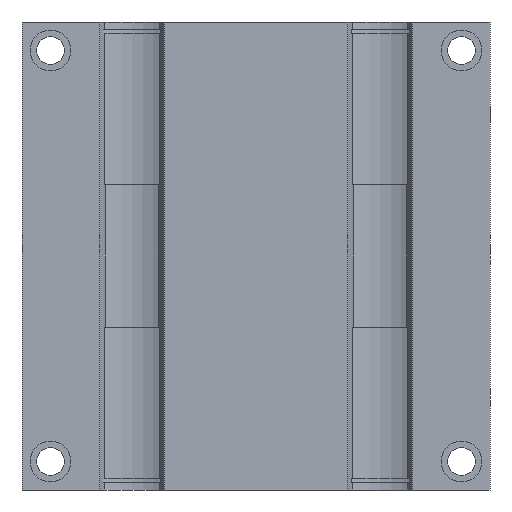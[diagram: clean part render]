
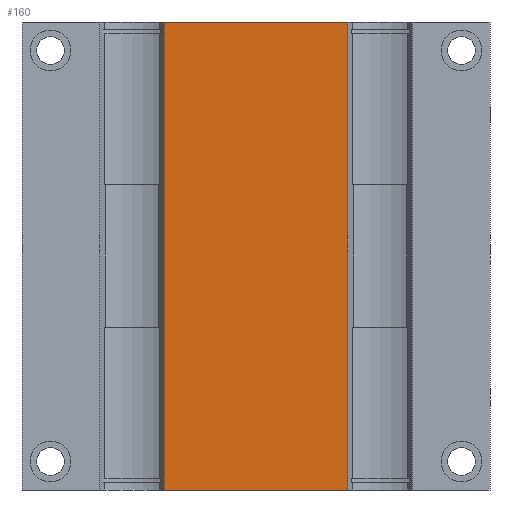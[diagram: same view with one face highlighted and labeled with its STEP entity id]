
A CAD part, front view. The second image highlights one B-rep face of the part: STEP entity #160.
In plain terms, the highlighted planar face has unit normal (0, -1, 0).
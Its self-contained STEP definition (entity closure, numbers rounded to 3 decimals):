
#160 = ADVANCED_FACE( '', ( #385 ), #386, .T. );
#385 = FACE_OUTER_BOUND( '', #676, .T. );
#386 = PLANE( '', #677 );
#676 = EDGE_LOOP( '', ( #1484, #1485, #1486, #1487 ) );
#677 = AXIS2_PLACEMENT_3D( '', #1488, #1489, #1490 );
#1484 = ORIENTED_EDGE( '', *, *, #2132, .T. );
#1485 = ORIENTED_EDGE( '', *, *, #2181, .T. );
#1486 = ORIENTED_EDGE( '', *, *, #2140, .T. );
#1487 = ORIENTED_EDGE( '', *, *, #2182, .T. );
#1488 = CARTESIAN_POINT( '', ( 115., 0., 0. ) );
#1489 = DIRECTION( '', ( 0., -1., 0. ) );
#1490 = DIRECTION( '', ( 1., 0., 0. ) );
#2132 = EDGE_CURVE( '', #2692, #2690, #2693, .T. );
#2140 = EDGE_CURVE( '', #2701, #2702, #2703, .T. );
#2181 = EDGE_CURVE( '', #2690, #2701, #2748, .T. );
#2182 = EDGE_CURVE( '', #2702, #2692, #2749, .T. );
#2690 = VERTEX_POINT( '', #3565 );
#2692 = VERTEX_POINT( '', #3568 );
#2693 = LINE( '', #3569, #3570 );
#2701 = VERTEX_POINT( '', #3585 );
#2702 = VERTEX_POINT( '', #3586 );
#2703 = LINE( '', #3587, #3588 );
#2748 = LINE( '', #3686, #3687 );
#2749 = LINE( '', #3688, #3689 );
#3565 = CARTESIAN_POINT( '', ( 45.136, 0., 230. ) );
#3568 = CARTESIAN_POINT( '', ( 45.136, 0., 0. ) );
#3569 = CARTESIAN_POINT( '', ( 45.136, 0., 115.5 ) );
#3570 = VECTOR( '', #4209, 1. );
#3585 = CARTESIAN_POINT( '', ( -45.136, 0., 230. ) );
#3586 = CARTESIAN_POINT( '', ( -45.136, 0., 0. ) );
#3587 = CARTESIAN_POINT( '', ( -45.136, 0., 115.5 ) );
#3588 = VECTOR( '', #4217, 1. );
#3686 = CARTESIAN_POINT( '', ( -115., 0., 230. ) );
#3687 = VECTOR( '', #4295, 1. );
#3688 = CARTESIAN_POINT( '', ( -115., 0., 0. ) );
#3689 = VECTOR( '', #4296, 1. );
#4209 = DIRECTION( '', ( 0., 0., 1. ) );
#4217 = DIRECTION( '', ( 0., 0., -1. ) );
#4295 = DIRECTION( '', ( -1., 0., 0. ) );
#4296 = DIRECTION( '', ( 1., 0., 0. ) );
